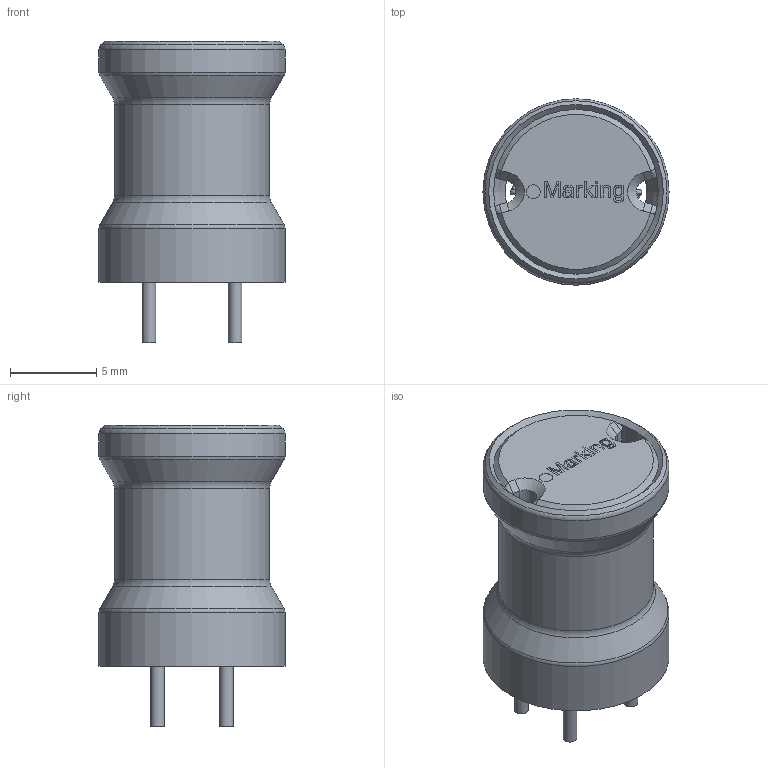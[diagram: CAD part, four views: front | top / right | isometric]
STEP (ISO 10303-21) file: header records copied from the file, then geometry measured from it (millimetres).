
FILE_DESCRIPTION( ( 'Unknown' ), '1' );
FILE_NAME( '7447211xxx_1014.stp', 'Unknown', ( 'Unknown' ), ( 'Unknown' ), 'PSStep 17.0.49', 'Unknown', ' ' );
FILE_SCHEMA( ( 'AUTOMOTIVE_DESIGN { 1 0 10303 214 1 1 1 1 }' ) );
Length unit declared in the file: millimetre
Products named in the file (3): Assem1; Core_1014; ShrinkTube
Assembly tree (2 placements, depth 2):
  Assem1
    Core_1014
    ShrinkTube
Bounding box: 10.8 x 10.8 x 17.5 mm (x, y, z)
Volume: 713.3 mm3; surface area: 2325 mm2
Topology: 2 solids, 2 shells, 199 faces, 497 edges, 305 vertices
Faces by surface type: plane 86, cylinder 40, bspline 25, extrusion 16, cone 15, torus 9, sphere 8
Full cylindrical faces by diameter (mm): 0.3 x2, 0.8 x5, 5 x1, 8.2 x1, 9 x1, 10 x2, 10.8 x2
Entity records: 13040 total; most frequent: CARTESIAN_POINT 7365, ORIENTED_EDGE 846, DIRECTION 701, EDGE_CURVE 423, VERTEX_POINT 290, AXIS2_PLACEMENT_3D 275, EDGE_LOOP 265, FACE_OUTER_BOUND 238
